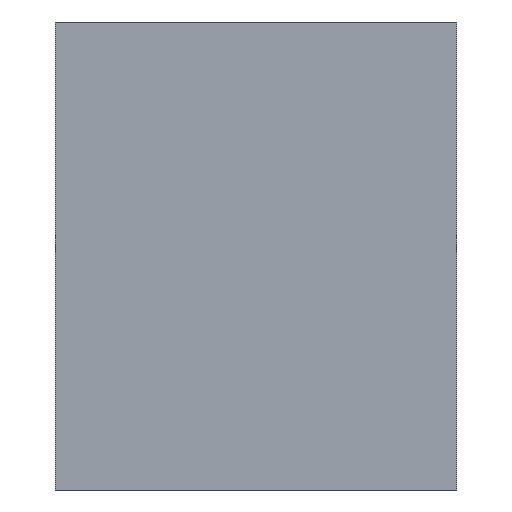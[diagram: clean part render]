
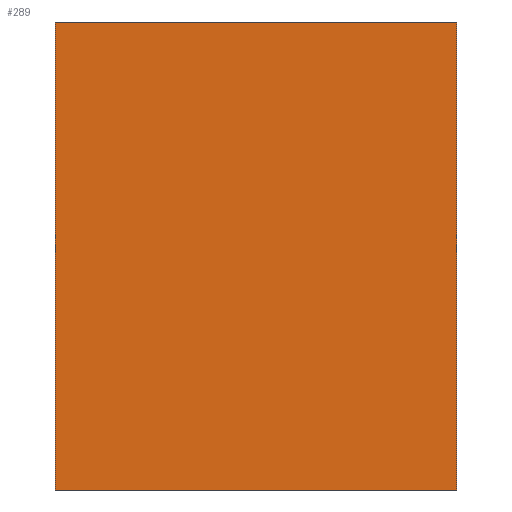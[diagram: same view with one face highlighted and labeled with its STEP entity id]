
A CAD part, front view. The second image highlights one B-rep face of the part: STEP entity #289.
In plain terms, the highlighted planar face has unit normal (0, -1, 0).
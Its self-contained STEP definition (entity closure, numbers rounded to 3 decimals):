
#30=FACE_OUTER_BOUND('',#48,.T.);
#48=EDGE_LOOP('',(#246,#247,#248,#249));
#73=LINE('',#442,#109);
#76=LINE('',#447,#112);
#78=LINE('',#451,#114);
#85=LINE('',#465,#121);
#109=VECTOR('',#360,10.);
#112=VECTOR('',#365,10.);
#114=VECTOR('',#369,10.);
#121=VECTOR('',#386,10.);
#140=VERTEX_POINT('',#439);
#141=VERTEX_POINT('',#441);
#142=VERTEX_POINT('',#445);
#143=VERTEX_POINT('',#449);
#169=EDGE_CURVE('',#141,#140,#73,.T.);
#172=EDGE_CURVE('',#142,#140,#76,.T.);
#174=EDGE_CURVE('',#143,#142,#78,.T.);
#181=EDGE_CURVE('',#143,#141,#85,.T.);
#246=ORIENTED_EDGE('',*,*,#181,.T.);
#247=ORIENTED_EDGE('',*,*,#169,.T.);
#248=ORIENTED_EDGE('',*,*,#172,.F.);
#249=ORIENTED_EDGE('',*,*,#174,.F.);
#268=PLANE('',#319);
#289=ADVANCED_FACE('',(#30),#268,.T.);
#319=AXIS2_PLACEMENT_3D('',#466,#387,#388);
#360=DIRECTION('',(0.,0.,1.));
#365=DIRECTION('',(1.,0.,0.));
#369=DIRECTION('',(0.,0.,1.));
#386=DIRECTION('',(1.,0.,0.));
#387=DIRECTION('center_axis',(0.,-1.,0.));
#388=DIRECTION('ref_axis',(1.,0.,0.));
#439=CARTESIAN_POINT('',(-0.5,9.4,0.35));
#441=CARTESIAN_POINT('',(-0.5,9.4,0.));
#442=CARTESIAN_POINT('',(-0.5,9.4,0.));
#445=CARTESIAN_POINT('',(-0.8,9.4,0.35));
#447=CARTESIAN_POINT('',(-0.8,9.4,0.35));
#449=CARTESIAN_POINT('',(-0.8,9.4,0.));
#451=CARTESIAN_POINT('',(-0.8,9.4,0.));
#465=CARTESIAN_POINT('',(-0.8,9.4,0.));
#466=CARTESIAN_POINT('Origin',(-0.8,9.4,0.));
